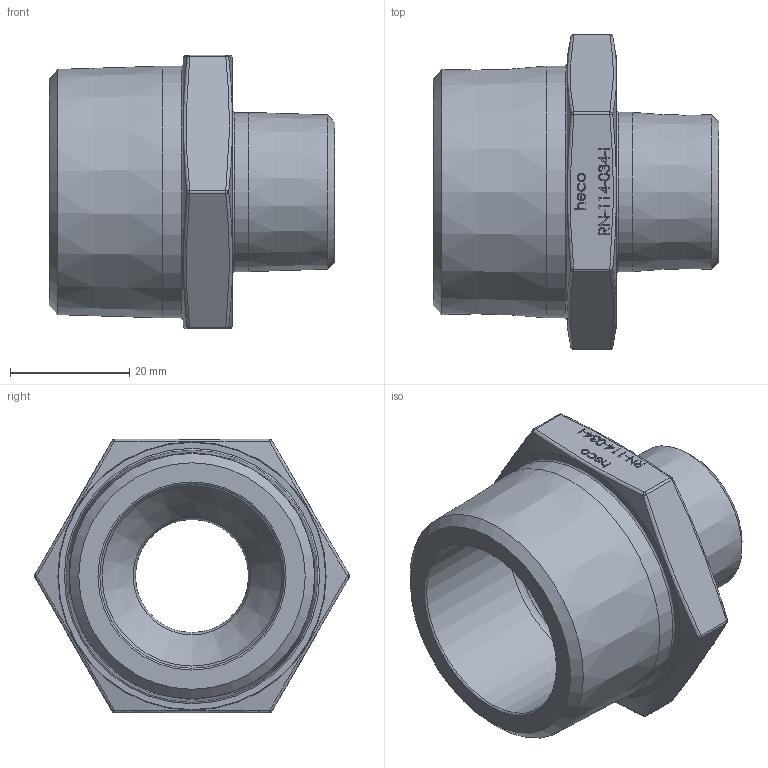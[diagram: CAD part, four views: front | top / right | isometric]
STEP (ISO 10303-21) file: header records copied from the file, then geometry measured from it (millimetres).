
FILE_DESCRIPTION (( 'STEP AP214' ), '1' );
FILE_NAME ('RN-114-034-I 2309.STEP', '2023-09-12T10:24:03', ( '' ), ( '' ), 'SwSTEP 2.0', 'SolidWorks 2019', '' );
FILE_SCHEMA (( 'AUTOMOTIVE_DESIGN' ));
Length unit declared in the file: millimetre
Products named in the file (1): RN-114-034-I  2309
Bounding box: 48 x 52.96 x 46.01 mm (x, y, z)
Volume: 30113.1 mm3; surface area: 11802.6 mm2
Topology: 1 solids, 1 shells, 235 faces, 593 edges, 380 vertices
Faces by surface type: plane 123, bspline 75, sphere 12, cylinder 10, torus 8, cone 7
Full cylindrical faces by diameter (mm): 19 x1, 26.753 x1, 31 x1, 42.31 x1
Entity records: 12454 total; most frequent: CARTESIAN_POINT 5585, ORIENTED_EDGE 1112, DIRECTION 786, EDGE_CURVE 556, VERTEX_POINT 366, LINE 348, VECTOR 348, EDGE_LOOP 280
